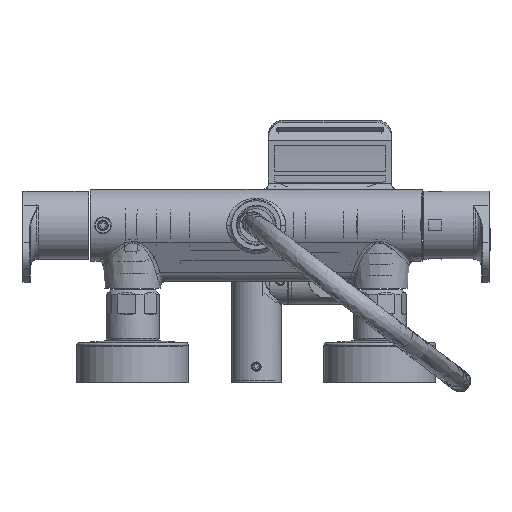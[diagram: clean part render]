
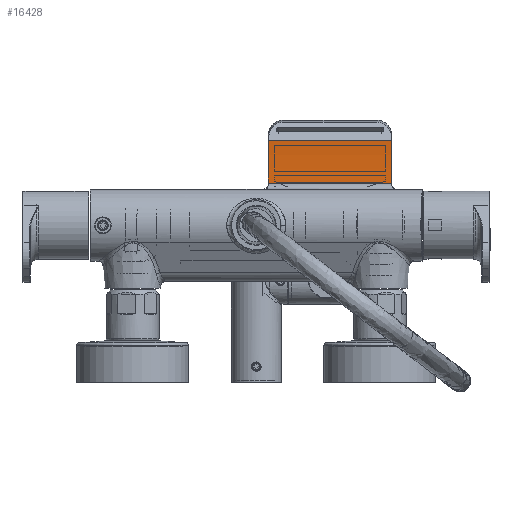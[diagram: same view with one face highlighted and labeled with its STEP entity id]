
A CAD part, front view. The second image highlights one B-rep face of the part: STEP entity #16428.
In plain terms, the highlighted cylindrical face has radius 284.75 mm (diameter 569.5 mm), a partial arc.
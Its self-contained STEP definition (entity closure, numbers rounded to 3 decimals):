
#525 = AXIS2_PLACEMENT_3D ( 'NONE', #8552, #18473, #46399 ) ;
#1544 = EDGE_CURVE ( 'NONE', #10068, #11929, #21894, .T. ) ;
#2124 = VECTOR ( 'NONE', #25662, 1000. ) ;
#3737 = CARTESIAN_POINT ( 'NONE',  ( 7.25, 4.328, 50.945 ) ) ;
#4888 = AXIS2_PLACEMENT_3D ( 'NONE', #42894, #14496, #24480 ) ;
#5215 = AXIS2_PLACEMENT_3D ( 'NONE', #60548, #23189, #45923 ) ;
#8552 = CARTESIAN_POINT ( 'NONE',  ( 7.25, -278.764, 20.268 ) ) ;
#9748 = CARTESIAN_POINT ( 'NONE',  ( 360.72, 5.938, 25.474 ) ) ;
#10068 = VERTEX_POINT ( 'NONE', #29286 ) ;
#11518 = CARTESIAN_POINT ( 'NONE',  ( 93.1, 4.328, 50.945 ) ) ;
#11929 = VERTEX_POINT ( 'NONE', #43314 ) ;
#14496 = DIRECTION ( 'NONE',  ( -1., 0., 0. ) ) ;
#16428 = ADVANCED_FACE ( 'NONE', ( #16601 ), #60238, .F. ) ;
#16601 = FACE_OUTER_BOUND ( 'NONE', #21189, .T. ) ;
#16872 = ORIENTED_EDGE ( 'NONE', *, *, #1544, .F. ) ;
#17431 = LINE ( 'NONE', #9748, #25661 ) ;
#18473 = DIRECTION ( 'NONE',  ( 1., 0., 0. ) ) ;
#18558 = VERTEX_POINT ( 'NONE', #3737 ) ;
#20614 = CIRCLE ( 'NONE', #525, 284.75 ) ;
#21189 = EDGE_LOOP ( 'NONE', ( #54238, #16872, #35370, #43432 ) ) ;
#21894 = CIRCLE ( 'NONE', #4888, 284.75 ) ;
#23041 = EDGE_CURVE ( 'NONE', #18558, #10068, #52420, .T. ) ;
#23189 = DIRECTION ( 'NONE',  ( -1., 0., 0. ) ) ;
#24480 = DIRECTION ( 'NONE',  ( 0., 1., 0. ) ) ;
#25661 = VECTOR ( 'NONE', #56838, 1000. ) ;
#25662 = DIRECTION ( 'NONE',  ( 1., 0., 0. ) ) ;
#29286 = CARTESIAN_POINT ( 'NONE',  ( 81.75, 4.328, 50.945 ) ) ;
#35370 = ORIENTED_EDGE ( 'NONE', *, *, #23041, .F. ) ;
#42894 = CARTESIAN_POINT ( 'NONE',  ( 81.75, -278.764, 20.268 ) ) ;
#43314 = CARTESIAN_POINT ( 'NONE',  ( 81.75, 5.938, 25.474 ) ) ;
#43432 = ORIENTED_EDGE ( 'NONE', *, *, #48721, .F. ) ;
#45923 = DIRECTION ( 'NONE',  ( 0., 1., 0. ) ) ;
#46399 = DIRECTION ( 'NONE',  ( 0., 1., 0. ) ) ;
#48721 = EDGE_CURVE ( 'NONE', #56152, #18558, #20614, .T. ) ;
#49502 = CARTESIAN_POINT ( 'NONE',  ( 7.25, 5.938, 25.474 ) ) ;
#52420 = LINE ( 'NONE', #11518, #2124 ) ;
#53473 = EDGE_CURVE ( 'NONE', #56152, #11929, #17431, .T. ) ;
#54238 = ORIENTED_EDGE ( 'NONE', *, *, #53473, .T. ) ;
#56152 = VERTEX_POINT ( 'NONE', #49502 ) ;
#56838 = DIRECTION ( 'NONE',  ( 1., 0., 0. ) ) ;
#60238 = CYLINDRICAL_SURFACE ( 'NONE', #5215, 284.75 ) ;
#60548 = CARTESIAN_POINT ( 'NONE',  ( 93.1, -278.764, 20.268 ) ) ;
